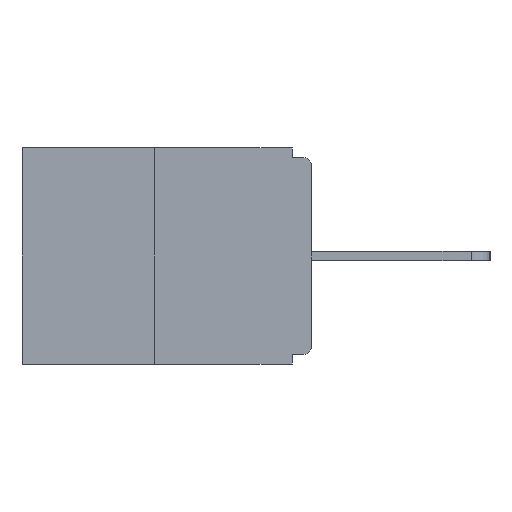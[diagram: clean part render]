
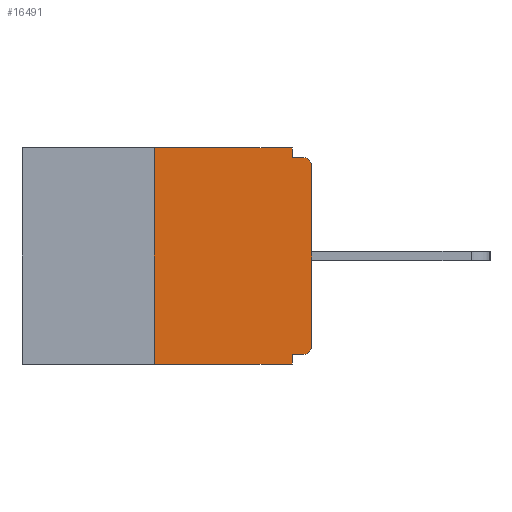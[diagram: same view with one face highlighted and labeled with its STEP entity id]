
A CAD part, left-side view. The second image highlights one B-rep face of the part: STEP entity #16491.
In plain terms, the highlighted planar face has unit normal (-1, 0, 0).
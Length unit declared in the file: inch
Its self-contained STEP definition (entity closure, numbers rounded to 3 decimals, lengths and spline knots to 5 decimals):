
#185 = DIRECTION ( 'NONE',  ( 0., 1., 0. ) ) ;
#413 = DIRECTION ( 'NONE',  ( 0., 0., -1. ) ) ;
#508 = VERTEX_POINT ( 'NONE', #14327 ) ;
#614 = EDGE_CURVE ( 'NONE', #508, #6570, #8317, .T. ) ;
#657 = CARTESIAN_POINT ( 'NONE',  ( 0., 0.25, -0.343 ) ) ;
#796 = ORIENTED_EDGE ( 'NONE', *, *, #2444, .F. ) ;
#960 = CARTESIAN_POINT ( 'NONE',  ( 0., 0.46, 0. ) ) ;
#1035 = CARTESIAN_POINT ( 'NONE',  ( 0., 0.031, -0.343 ) ) ;
#1365 = ORIENTED_EDGE ( 'NONE', *, *, #2962, .F. ) ;
#1575 = EDGE_CURVE ( 'NONE', #9672, #6570, #5644, .T. ) ;
#1782 = ORIENTED_EDGE ( 'NONE', *, *, #614, .F. ) ;
#1784 = DIRECTION ( 'NONE',  ( 0., -1., 0. ) ) ;
#1843 = ORIENTED_EDGE ( 'NONE', *, *, #1575, .T. ) ;
#2421 = CARTESIAN_POINT ( 'NONE',  ( 0., 0.46, -0.343 ) ) ;
#2444 = EDGE_CURVE ( 'NONE', #4725, #2551, #7108, .T. ) ;
#2461 = ORIENTED_EDGE ( 'NONE', *, *, #2512, .F. ) ;
#2512 = EDGE_CURVE ( 'NONE', #9672, #4725, #16156, .T. ) ;
#2551 = VERTEX_POINT ( 'NONE', #11171 ) ;
#2856 = CARTESIAN_POINT ( 'NONE',  ( 0., 0.25, 0. ) ) ;
#2962 = EDGE_CURVE ( 'NONE', #13486, #6547, #15750, .T. ) ;
#3341 = ORIENTED_EDGE ( 'NONE', *, *, #9462, .T. ) ;
#4047 = ORIENTED_EDGE ( 'NONE', *, *, #13560, .T. ) ;
#4725 = VERTEX_POINT ( 'NONE', #2856 ) ;
#4739 = DIRECTION ( 'NONE',  ( 0., 0., 1. ) ) ;
#4754 = AXIS2_PLACEMENT_3D ( 'NONE', #9748, #9740, #9724 ) ;
#4859 = CIRCLE ( 'NONE', #4754, 0.015 ) ;
#5213 = VECTOR ( 'NONE', #12859, 39.37008 ) ;
#5233 = EDGE_LOOP ( 'NONE', ( #796, #2461, #1843, #1782, #5406, #4047, #3341, #5257, #1365, #16696 ) ) ;
#5257 = ORIENTED_EDGE ( 'NONE', *, *, #7104, .T. ) ;
#5348 = AXIS2_PLACEMENT_3D ( 'NONE', #960, #17332, #9413 ) ;
#5406 = ORIENTED_EDGE ( 'NONE', *, *, #11393, .F. ) ;
#5554 = VECTOR ( 'NONE', #413, 39.37008 ) ;
#5644 = LINE ( 'NONE', #2421, #5213 ) ;
#6128 = DIRECTION ( 'NONE',  ( 0., -1., 0. ) ) ;
#6454 = CARTESIAN_POINT ( 'NONE',  ( 0., 0.015, -0.328 ) ) ;
#6547 = VERTEX_POINT ( 'NONE', #15777 ) ;
#6570 = VERTEX_POINT ( 'NONE', #15163 ) ;
#6764 = DIRECTION ( 'NONE',  ( -1., 0., 0. ) ) ;
#6856 = LINE ( 'NONE', #11652, #5554 ) ;
#7036 = AXIS2_PLACEMENT_3D ( 'NONE', #14898, #6764, #16170 ) ;
#7080 = CARTESIAN_POINT ( 'NONE',  ( 0., 0.46, 0. ) ) ;
#7104 = EDGE_CURVE ( 'NONE', #11056, #6547, #4859, .T. ) ;
#7108 = LINE ( 'NONE', #7080, #10341 ) ;
#7479 = CARTESIAN_POINT ( 'NONE',  ( 0., 0., -0.015 ) ) ;
#7790 = DIRECTION ( 'NONE',  ( 0., 0., -1. ) ) ;
#8006 = PLANE ( 'NONE',  #5348 ) ;
#8317 = LINE ( 'NONE', #1035, #15067 ) ;
#8419 = VECTOR ( 'NONE', #185, 39.37008 ) ;
#8616 = VECTOR ( 'NONE', #6128, 39.37008 ) ;
#8649 = CARTESIAN_POINT ( 'NONE',  ( 0., 0., -0.328 ) ) ;
#8849 = LINE ( 'NONE', #8649, #8419 ) ;
#8960 = VERTEX_POINT ( 'NONE', #11154 ) ;
#9413 = DIRECTION ( 'NONE',  ( 0., 0., -1. ) ) ;
#9462 = EDGE_CURVE ( 'NONE', #8960, #11056, #14645, .T. ) ;
#9672 = VERTEX_POINT ( 'NONE', #657 ) ;
#9724 = DIRECTION ( 'NONE',  ( 0., 0., -1. ) ) ;
#9740 = DIRECTION ( 'NONE',  ( -1., 0., 0. ) ) ;
#9748 = CARTESIAN_POINT ( 'NONE',  ( 0., 0.015, -0.03 ) ) ;
#10341 = VECTOR ( 'NONE', #1784, 39.37008 ) ;
#10685 = CARTESIAN_POINT ( 'NONE',  ( 0., 0.031, -0.015 ) ) ;
#11056 = VERTEX_POINT ( 'NONE', #11981 ) ;
#11154 = CARTESIAN_POINT ( 'NONE',  ( 0., 0., -0.313 ) ) ;
#11171 = CARTESIAN_POINT ( 'NONE',  ( 0., 0.031, 0. ) ) ;
#11348 = CARTESIAN_POINT ( 'NONE',  ( 0., 0.25, 0. ) ) ;
#11393 = EDGE_CURVE ( 'NONE', #16395, #508, #8849, .T. ) ;
#11505 = VECTOR ( 'NONE', #4739, 39.37008 ) ;
#11652 = CARTESIAN_POINT ( 'NONE',  ( 0., 0.031, 0. ) ) ;
#11981 = CARTESIAN_POINT ( 'NONE',  ( 0., 0., -0.03 ) ) ;
#12859 = DIRECTION ( 'NONE',  ( 0., -1., 0. ) ) ;
#13486 = VERTEX_POINT ( 'NONE', #10685 ) ;
#13560 = EDGE_CURVE ( 'NONE', #16395, #8960, #15962, .T. ) ;
#13957 = EDGE_CURVE ( 'NONE', #2551, #13486, #6856, .T. ) ;
#14327 = CARTESIAN_POINT ( 'NONE',  ( 0., 0.031, -0.328 ) ) ;
#14459 = FACE_OUTER_BOUND ( 'NONE', #5233, .T. ) ;
#14645 = LINE ( 'NONE', #14973, #11505 ) ;
#14898 = CARTESIAN_POINT ( 'NONE',  ( 0., 0.015, -0.313 ) ) ;
#14973 = CARTESIAN_POINT ( 'NONE',  ( 0., 0., 0. ) ) ;
#15067 = VECTOR ( 'NONE', #7790, 39.37008 ) ;
#15163 = CARTESIAN_POINT ( 'NONE',  ( 0., 0.031, -0.343 ) ) ;
#15750 = LINE ( 'NONE', #7479, #8616 ) ;
#15777 = CARTESIAN_POINT ( 'NONE',  ( 0., 0.015, -0.015 ) ) ;
#15917 = DIRECTION ( 'NONE',  ( 0., 0., 1. ) ) ;
#15962 = CIRCLE ( 'NONE', #7036, 0.015 ) ;
#16156 = LINE ( 'NONE', #11348, #16540 ) ;
#16170 = DIRECTION ( 'NONE',  ( 0., 0., -1. ) ) ;
#16395 = VERTEX_POINT ( 'NONE', #6454 ) ;
#16491 = ADVANCED_FACE ( 'NONE', ( #14459 ), #8006, .F. ) ;
#16540 = VECTOR ( 'NONE', #15917, 39.37008 ) ;
#16696 = ORIENTED_EDGE ( 'NONE', *, *, #13957, .F. ) ;
#17332 = DIRECTION ( 'NONE',  ( 1., 0., 0. ) ) ;
